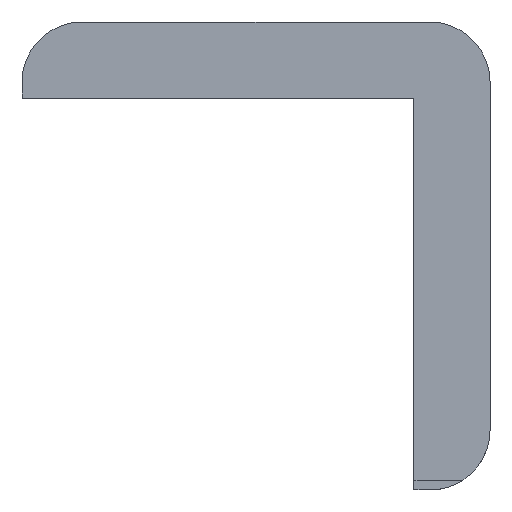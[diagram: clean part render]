
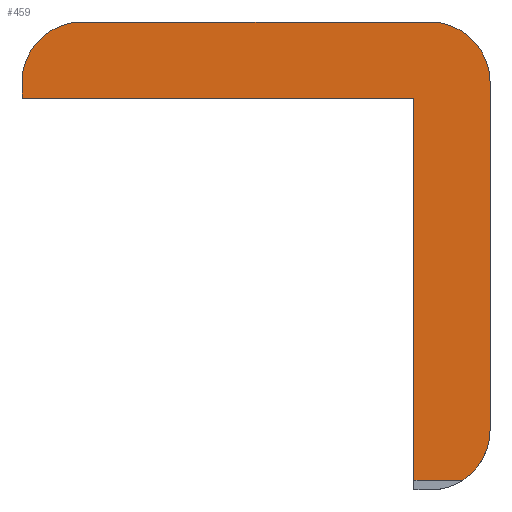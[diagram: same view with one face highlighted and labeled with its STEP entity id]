
A CAD part, front view. The second image highlights one B-rep face of the part: STEP entity #459.
In plain terms, the highlighted planar face has unit normal (0, -1, 0).
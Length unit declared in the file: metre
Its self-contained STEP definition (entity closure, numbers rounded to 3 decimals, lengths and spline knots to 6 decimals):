
#26=CIRCLE('',#503,0.005);
#27=CIRCLE('',#504,0.005);
#28=CIRCLE('',#505,0.005);
#47=FACE_OUTER_BOUND('',#71,.T.);
#71=EDGE_LOOP('',(#395,#396,#397,#398,#399,#400,#401,#402,#403));
#91=LINE('',#668,#146);
#107=LINE('',#701,#162);
#112=LINE('',#711,#167);
#123=LINE('',#737,#178);
#126=LINE('',#743,#181);
#129=LINE('',#754,#184);
#146=VECTOR('',#537,1.);
#162=VECTOR('',#561,1.);
#167=VECTOR('',#570,1.);
#178=VECTOR('',#593,1.);
#181=VECTOR('',#600,1.);
#184=VECTOR('',#615,1.);
#200=VERTEX_POINT('',#665);
#201=VERTEX_POINT('',#667);
#213=VERTEX_POINT('',#698);
#214=VERTEX_POINT('',#700);
#217=VERTEX_POINT('',#710);
#225=VERTEX_POINT('',#734);
#226=VERTEX_POINT('',#736);
#227=VERTEX_POINT('',#742);
#229=VERTEX_POINT('',#753);
#246=EDGE_CURVE('',#201,#200,#91,.T.);
#263=EDGE_CURVE('',#213,#214,#107,.T.);
#268=EDGE_CURVE('',#201,#217,#112,.T.);
#282=EDGE_CURVE('',#225,#226,#123,.T.);
#285=EDGE_CURVE('',#217,#227,#126,.T.);
#289=EDGE_CURVE('',#200,#229,#129,.T.);
#290=EDGE_CURVE('',#229,#226,#26,.T.);
#291=EDGE_CURVE('',#225,#214,#27,.T.);
#292=EDGE_CURVE('',#213,#227,#28,.T.);
#395=ORIENTED_EDGE('',*,*,#289,.T.);
#396=ORIENTED_EDGE('',*,*,#290,.T.);
#397=ORIENTED_EDGE('',*,*,#282,.F.);
#398=ORIENTED_EDGE('',*,*,#291,.T.);
#399=ORIENTED_EDGE('',*,*,#263,.F.);
#400=ORIENTED_EDGE('',*,*,#292,.T.);
#401=ORIENTED_EDGE('',*,*,#285,.F.);
#402=ORIENTED_EDGE('',*,*,#268,.F.);
#403=ORIENTED_EDGE('',*,*,#246,.T.);
#439=PLANE('',#502);
#459=ADVANCED_FACE('',(#47),#439,.T.);
#502=AXIS2_PLACEMENT_3D('',#752,#613,#614);
#503=AXIS2_PLACEMENT_3D('',#755,#616,#617);
#504=AXIS2_PLACEMENT_3D('',#756,#618,#619);
#505=AXIS2_PLACEMENT_3D('',#757,#620,#621);
#537=DIRECTION('',(0.,0.,-1.));
#561=DIRECTION('',(1.,0.,0.));
#570=DIRECTION('',(-1.,0.,0.));
#593=DIRECTION('',(0.,0.,-1.));
#600=DIRECTION('',(0.,0.,1.));
#613=DIRECTION('center_axis',(0.,-1.,0.));
#614=DIRECTION('ref_axis',(0.,0.,-1.));
#615=DIRECTION('',(1.,0.,0.));
#616=DIRECTION('center_axis',(0.,-1.,0.));
#617=DIRECTION('ref_axis',(0.,0.,-1.));
#618=DIRECTION('center_axis',(0.,-1.,0.));
#619=DIRECTION('ref_axis',(0.,0.,-1.));
#620=DIRECTION('center_axis',(0.,-1.,0.));
#621=DIRECTION('ref_axis',(0.,0.,-1.));
#665=CARTESIAN_POINT('',(0.,-0.002,-0.031918));
#667=CARTESIAN_POINT('',(0.,-0.002,0.));
#668=CARTESIAN_POINT('',(0.,-0.002,0.00635));
#698=CARTESIAN_POINT('',(-0.027731,-0.002,0.00635));
#700=CARTESIAN_POINT('',(0.00135,-0.002,0.00635));
#701=CARTESIAN_POINT('',(-0.038321,-0.002,0.00635));
#710=CARTESIAN_POINT('',(-0.032731,-0.002,0.));
#711=CARTESIAN_POINT('',(-0.032731,-0.002,0.));
#734=CARTESIAN_POINT('',(0.00635,-0.002,0.00135));
#736=CARTESIAN_POINT('',(0.00635,-0.002,-0.02773));
#737=CARTESIAN_POINT('',(0.00635,-0.002,0.00635));
#742=CARTESIAN_POINT('',(-0.032731,-0.002,0.00135));
#743=CARTESIAN_POINT('',(-0.032731,-0.002,-0.032792));
#752=CARTESIAN_POINT('Origin',(-0.038321,-0.002,
0.00635));
#753=CARTESIAN_POINT('',(0.004081,-0.002,-0.031918));
#754=CARTESIAN_POINT('',(-0.038321,-0.002,-0.031918));
#755=CARTESIAN_POINT('Origin',(0.00135,-0.002,-0.02773));
#756=CARTESIAN_POINT('Origin',(0.00135,-0.002,0.00135));
#757=CARTESIAN_POINT('Origin',(-0.027731,-0.002,
0.00135));
